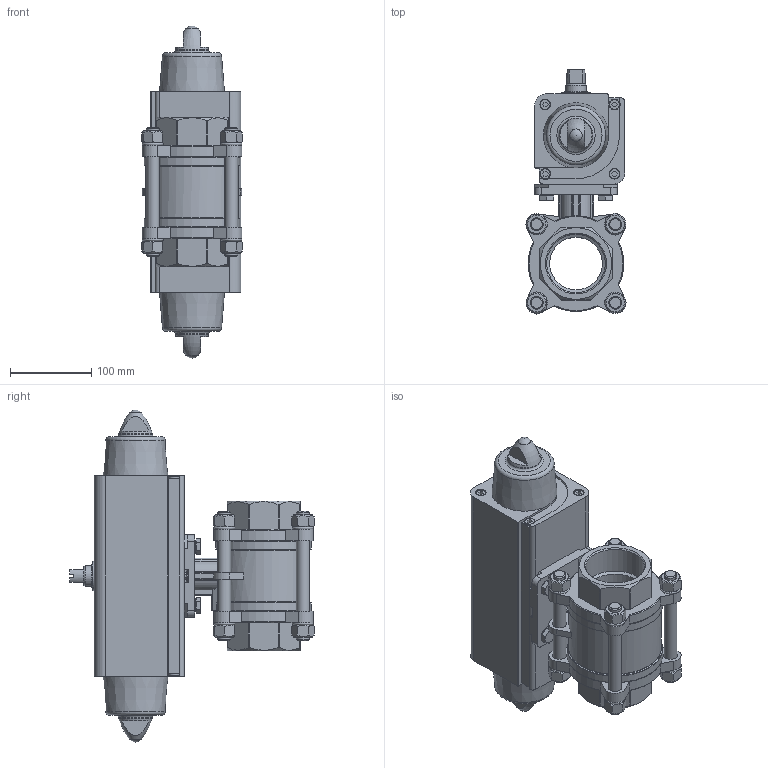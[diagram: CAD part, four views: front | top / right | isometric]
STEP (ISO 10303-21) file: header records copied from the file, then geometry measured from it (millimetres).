
FILE_DESCRIPTION(/* description */ ('STEP AP214'),/* implementation_level */ '2;1');
FILE_NAME(/* name */ '1758077_VZBA-21_2-GG-63-T-22-F0710-V4V4T-PS120-R-90-4-C',/* time_stamp */ '2024-09-18T00:28:39+02:00',/* author */ ('License CC BY-ND 4.0'),/* organization */ ('CADENAS'),/* preprocessor_version */ 'ST-DEVELOPER v19.3',/* originating_system */ 'PARTsolutions',/* authorisation */ ' ');
FILE_SCHEMA (('AUTOMOTIVE_DESIGN {1 0 10303 214 3 1 1}'));
Length unit declared in the file: millimetre
Products named in the file (7): 1758077 VZBA-21/2"-GG-63-T-22-F0710-V4V4T-PS120-R-90-4-C; 1686648 VZBA-21/2''-GG-63-T-22-F0710-V4V4T; 690069 S 10 A2; Hexagon bolt DIN 933 - M10x25; 8082126 DARQ-R-A-S22-S17-22; 533446 DAPS-0120-090-RS4-F0710---(1); 533446 DAPS-0120-090-RS4-F0710---(2)
Assembly tree (11 placements, depth 2):
  1758077 VZBA-21/2"-GG-63-T-22-F0710-V4V4T-PS120-R-90-4-C
    690069 S 10 A2  x4
    Hexagon bolt DIN 933 - M10x25  x4
    8082126 DARQ-R-A-S22-S17-22
    533446 DAPS-0120-090-RS4-F0710---(1)
    533446 DAPS-0120-090-RS4-F0710---(2)
  1686648 VZBA-21/2''-GG-63-T-22-F0710-V4V4T
Bounding box: 124.59 x 301.39 x 409.6 mm (x, y, z)
Volume: 4836662.2 mm3; surface area: 415357.6 mm2
Topology: 12 solids, 12 shells, 726 faces, 1806 edges, 1156 vertices
Faces by surface type: plane 377, cylinder 190, cone 117, torus 40, sphere 2
Full cylindrical faces by diameter (mm): 4.134 x8, 4.917 x1, 6.647 x4, 8.376 x4, 8.566 x2, 10 x4, 10.5 x4, 13 x8, 14.63 x4, 16 x16, 17 x10, 23.5 x1, 25 x1, 28.3 x1, 36 x2, 44 x2, 65 x1, 72.226 x2, 114 x1, 118 x1
Entity records: 19293 total; most frequent: CARTESIAN_POINT 4281, DIRECTION 3016, ORIENTED_EDGE 2850, EDGE_CURVE 1425, AXIS2_PLACEMENT_3D 1124, VERTEX_POINT 1031, FACE_BOUND 930, EDGE_LOOP 911
